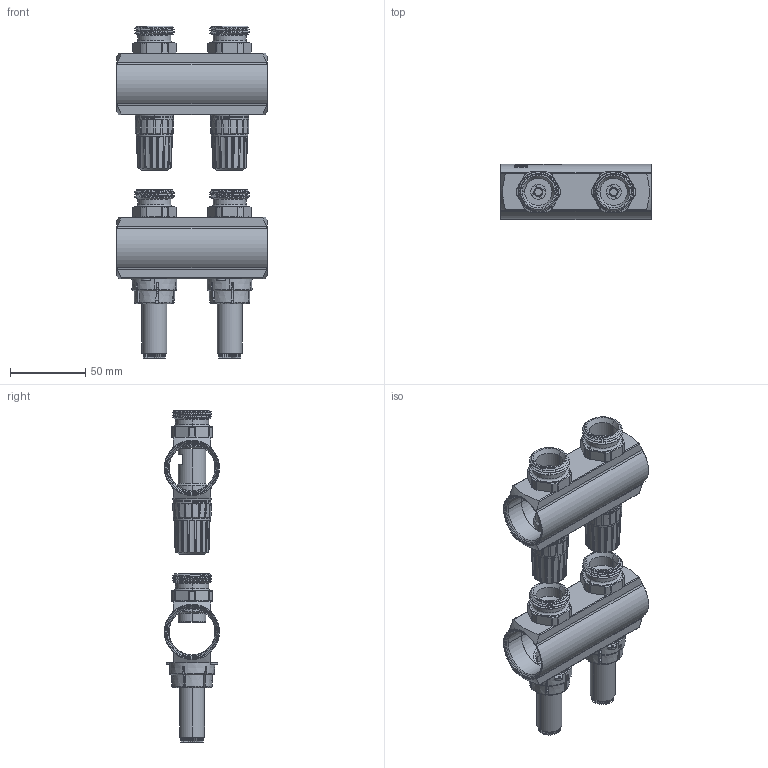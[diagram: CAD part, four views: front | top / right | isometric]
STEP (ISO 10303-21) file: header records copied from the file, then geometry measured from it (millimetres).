
FILE_DESCRIPTION((''),'2;1');
FILE_NAME('088U0522_ASM','2023-05-17T09:28:43',('U258971'),(''),'CREO PARAMETRIC BY PTC INC, 2020342','CREO PARAMETRIC BY PTC INC, 2020342','');
FILE_SCHEMA(('CONFIG_CONTROL_DESIGN'));
Products named in the file (14): 088U7309-2LOOPS_2; 088U7308-2LOOPS_2; 013G1380_AF0_12; 013G0295___AF0_ASM_12_ASM; 013G0200__AF0_ASM_12_ASM; 013G0376-FOR-MANIFOLD_ASM_12_ASM; 088U7312_12; 013G0951_12; FM-B-05_12; FLOWMETERASSY_ASM_12_ASM; 088U7313_12; FM-A-08_12; 088U7302-2LOOPS_ASM_1_ASM; 088U0522_ASM
Assembly tree (19 placements, depth 4):
  088U0522_ASM
    088U7302-2LOOPS_ASM_1_ASM
      088U7309-2LOOPS_2
      088U7308-2LOOPS_2
      013G0376-FOR-MANIFOLD_ASM_12_ASM  x2
        013G1380_AF0_12
        013G0295___AF0_ASM_12_ASM
        013G0200__AF0_ASM_12_ASM
      088U7312_12  x2
      013G0951_12  x2
      FLOWMETERASSY_ASM_12_ASM  x2
        FM-B-05_12
      088U7313_12  x2
      FM-A-08_12  x2
Bounding box: 100 x 36.55 x 220.7 mm (x, y, z)
Volume: 138291.7 mm3; surface area: 121633 mm2
Topology: 14 solids, 30 shells, 3422 faces, 9972 edges, 6632 vertices
Faces by surface type: plane 1206, cylinder 954, bspline 416, cone 344, extrusion 324, torus 150, sphere 28
Entity records: 88083 total; most frequent: CARTESIAN_POINT 38437, ORIENTED_EDGE 11660, DIRECTION 8170, EDGE_CURVE 5869, VERTEX_POINT 3923, AXIS2_PLACEMENT_3D 2844, B_SPLINE_CURVE_WITH_KNOTS 2709, VECTOR 2482
